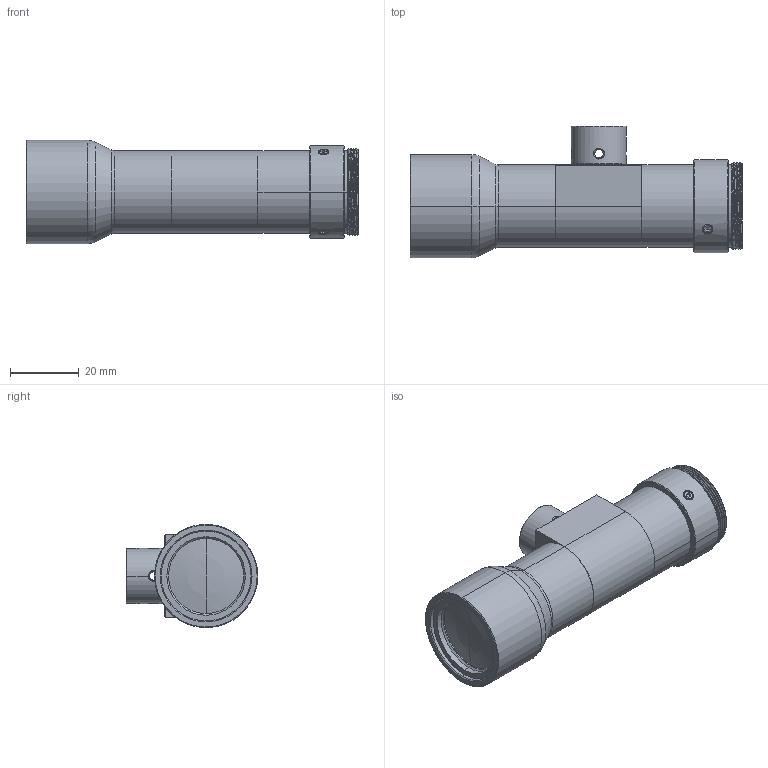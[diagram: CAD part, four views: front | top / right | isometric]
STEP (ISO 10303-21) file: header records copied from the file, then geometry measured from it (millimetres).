
FILE_DESCRIPTION(('FreeCAD Model'),'2;1');
FILE_NAME('Open CASCADE Shape Model','2025-01-22T13:44:23',(''),(''), 'Open CASCADE STEP processor 7.8','FreeCAD','Unknown');
FILE_SCHEMA(('AUTOMOTIVE_DESIGN { 1 0 10303 214 1 1 1 1 }'));
Length unit declared in the file: millimetre
Products named in the file (11): VA-LCM-TC-1-0.8X-WD65-015; 202_ASM; 502; 307; 507; 201_ASM; 501; 204_ASM; 503; 504; JD30303011
Assembly tree (12 placements, depth 3):
  VA-LCM-TC-1-0.8X-WD65-015
    202_ASM
      502
      307
      507
    201_ASM
      501
    204_ASM
      503
    504
    JD30303011  x3
Bounding box: 96.38 x 38.2 x 30 mm (x, y, z)
Volume: 46081.3 mm3; surface area: 18534.4 mm2
Topology: 9 solids, 9 shells, 369 faces, 894 edges, 556 vertices
Faces by surface type: cylinder 149, plane 89, cone 65, bspline 58, sphere 4, torus 4
Entity records: 24638 total; most frequent: CARTESIAN_POINT 16889, ORIENTED_EDGE 1652, DIRECTION 1357, EDGE_CURVE 826, VERTEX_POINT 516, AXIS2_PLACEMENT_3D 507, FACE_BOUND 376, EDGE_LOOP 376
